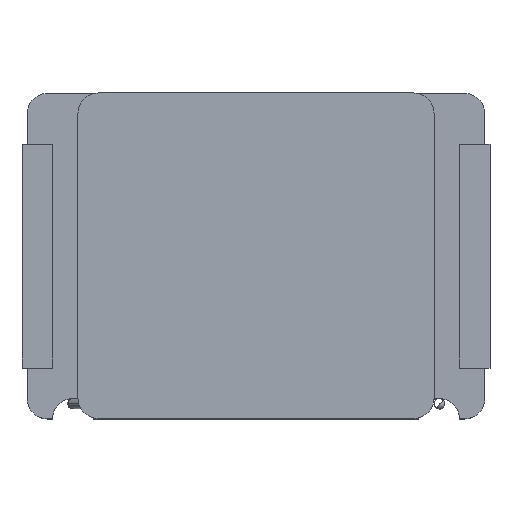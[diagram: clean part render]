
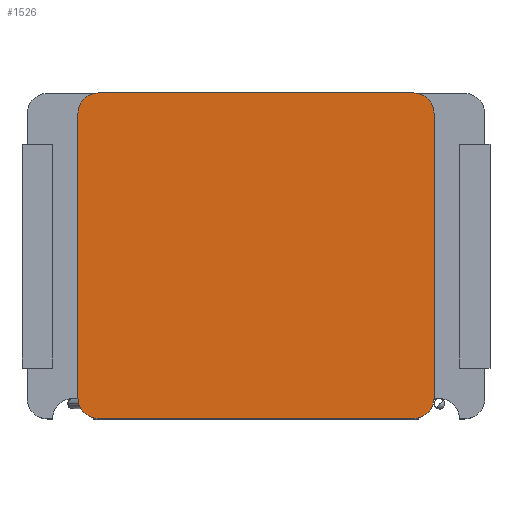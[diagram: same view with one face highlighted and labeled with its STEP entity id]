
A CAD part, top view. The second image highlights one B-rep face of the part: STEP entity #1526.
In plain terms, the highlighted planar face has unit normal (0, 0, 1).
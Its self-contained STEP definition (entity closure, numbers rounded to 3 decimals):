
#166 = DIRECTION ( 'NONE',  ( 0., 1., 0. ) ) ;
#195 = CIRCLE ( 'NONE', #4079, 0.2 ) ;
#261 = AXIS2_PLACEMENT_3D ( 'NONE', #4864, #5349, #3241 ) ;
#389 = CARTESIAN_POINT ( 'NONE',  ( 1.55, 1.6, 2.6 ) ) ;
#456 = VERTEX_POINT ( 'NONE', #1376 ) ;
#491 = DIRECTION ( 'NONE',  ( 0., 0., 1. ) ) ;
#686 = CARTESIAN_POINT ( 'NONE',  ( -1.75, -1.6, 2.6 ) ) ;
#701 = DIRECTION ( 'NONE',  ( 1., 0., 0. ) ) ;
#791 = DIRECTION ( 'NONE',  ( 0., 0., 1. ) ) ;
#913 = CIRCLE ( 'NONE', #261, 0.2 ) ;
#1026 = CARTESIAN_POINT ( 'NONE',  ( 1.55, -1.6, 2.6 ) ) ;
#1031 = VERTEX_POINT ( 'NONE', #2660 ) ;
#1040 = DIRECTION ( 'NONE',  ( 1., 0., 0. ) ) ;
#1161 = DIRECTION ( 'NONE',  ( 0., -1., 0. ) ) ;
#1216 = EDGE_CURVE ( 'NONE', #1031, #4376, #3601, .T. ) ;
#1251 = DIRECTION ( 'NONE',  ( 1., 0., 0. ) ) ;
#1376 = CARTESIAN_POINT ( 'NONE',  ( -1.55, 1.6, 2.6 ) ) ;
#1433 = EDGE_LOOP ( 'NONE', ( #1587, #6579, #5303, #3109, #4934, #4680, #5726, #2097 ) ) ;
#1526 = ADVANCED_FACE ( 'NONE', ( #1664 ), #2324, .T. ) ;
#1559 = CARTESIAN_POINT ( 'NONE',  ( -1.55, -1.4, 2.6 ) ) ;
#1561 = DIRECTION ( 'NONE',  ( -1., 0., 0. ) ) ;
#1587 = ORIENTED_EDGE ( 'NONE', *, *, #5493, .T. ) ;
#1664 = FACE_OUTER_BOUND ( 'NONE', #1433, .T. ) ;
#1948 = CARTESIAN_POINT ( 'NONE',  ( -1.55, -1.6, 2.6 ) ) ;
#2097 = ORIENTED_EDGE ( 'NONE', *, *, #4023, .T. ) ;
#2324 = PLANE ( 'NONE',  #4668 ) ;
#2660 = CARTESIAN_POINT ( 'NONE',  ( -1.75, 1.4, 2.6 ) ) ;
#3063 = EDGE_CURVE ( 'NONE', #6546, #4117, #6544, .T. ) ;
#3109 = ORIENTED_EDGE ( 'NONE', *, *, #3974, .T. ) ;
#3122 = CIRCLE ( 'NONE', #6236, 0.2 ) ;
#3241 = DIRECTION ( 'NONE',  ( 1., 0., 0. ) ) ;
#3343 = VERTEX_POINT ( 'NONE', #1026 ) ;
#3407 = CARTESIAN_POINT ( 'NONE',  ( -1.75, -1.6, 2.6 ) ) ;
#3476 = DIRECTION ( 'NONE',  ( 1., 0., 0. ) ) ;
#3601 = LINE ( 'NONE', #686, #6865 ) ;
#3675 = CARTESIAN_POINT ( 'NONE',  ( 1.75, 1.4, 2.6 ) ) ;
#3695 = DIRECTION ( 'NONE',  ( 0., 0., 1. ) ) ;
#3768 = CARTESIAN_POINT ( 'NONE',  ( 1.55, 1.4, 2.6 ) ) ;
#3864 = VECTOR ( 'NONE', #166, 1000. ) ;
#3974 = EDGE_CURVE ( 'NONE', #4376, #6200, #3122, .T. ) ;
#3980 = DIRECTION ( 'NONE',  ( 0., 0., 1. ) ) ;
#4023 = EDGE_CURVE ( 'NONE', #4117, #5108, #195, .T. ) ;
#4079 = AXIS2_PLACEMENT_3D ( 'NONE', #3768, #491, #1040 ) ;
#4117 = VERTEX_POINT ( 'NONE', #3675 ) ;
#4305 = CIRCLE ( 'NONE', #7029, 0.2 ) ;
#4376 = VERTEX_POINT ( 'NONE', #4669 ) ;
#4668 = AXIS2_PLACEMENT_3D ( 'NONE', #6653, #3980, #701 ) ;
#4669 = CARTESIAN_POINT ( 'NONE',  ( -1.75, -1.4, 2.6 ) ) ;
#4680 = ORIENTED_EDGE ( 'NONE', *, *, #5311, .T. ) ;
#4752 = VECTOR ( 'NONE', #1251, 1000. ) ;
#4864 = CARTESIAN_POINT ( 'NONE',  ( -1.55, 1.4, 2.6 ) ) ;
#4934 = ORIENTED_EDGE ( 'NONE', *, *, #6430, .T. ) ;
#5065 = LINE ( 'NONE', #3407, #4752 ) ;
#5108 = VERTEX_POINT ( 'NONE', #389 ) ;
#5303 = ORIENTED_EDGE ( 'NONE', *, *, #1216, .T. ) ;
#5311 = EDGE_CURVE ( 'NONE', #3343, #6546, #4305, .T. ) ;
#5349 = DIRECTION ( 'NONE',  ( 0., 0., 1. ) ) ;
#5493 = EDGE_CURVE ( 'NONE', #5108, #456, #6782, .T. ) ;
#5533 = CARTESIAN_POINT ( 'NONE',  ( 1.75, -1.6, 2.6 ) ) ;
#5648 = CARTESIAN_POINT ( 'NONE',  ( 1.55, -1.4, 2.6 ) ) ;
#5726 = ORIENTED_EDGE ( 'NONE', *, *, #3063, .T. ) ;
#5771 = CARTESIAN_POINT ( 'NONE',  ( 1.75, -1.4, 2.6 ) ) ;
#5912 = DIRECTION ( 'NONE',  ( 1., 0., 0. ) ) ;
#6200 = VERTEX_POINT ( 'NONE', #1948 ) ;
#6218 = EDGE_CURVE ( 'NONE', #456, #1031, #913, .T. ) ;
#6236 = AXIS2_PLACEMENT_3D ( 'NONE', #1559, #3695, #5912 ) ;
#6367 = CARTESIAN_POINT ( 'NONE',  ( -1.75, 1.6, 2.6 ) ) ;
#6430 = EDGE_CURVE ( 'NONE', #6200, #3343, #5065, .T. ) ;
#6431 = VECTOR ( 'NONE', #1561, 1000. ) ;
#6544 = LINE ( 'NONE', #5533, #3864 ) ;
#6546 = VERTEX_POINT ( 'NONE', #5771 ) ;
#6579 = ORIENTED_EDGE ( 'NONE', *, *, #6218, .T. ) ;
#6653 = CARTESIAN_POINT ( 'NONE',  ( -1.75, -1.6, 2.6 ) ) ;
#6782 = LINE ( 'NONE', #6367, #6431 ) ;
#6865 = VECTOR ( 'NONE', #1161, 1000. ) ;
#7029 = AXIS2_PLACEMENT_3D ( 'NONE', #5648, #791, #3476 ) ;
